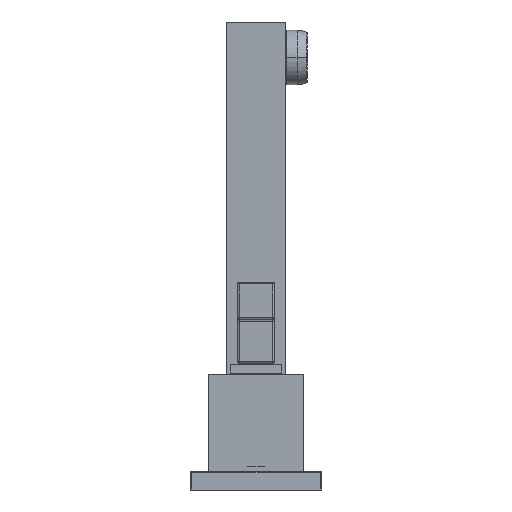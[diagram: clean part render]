
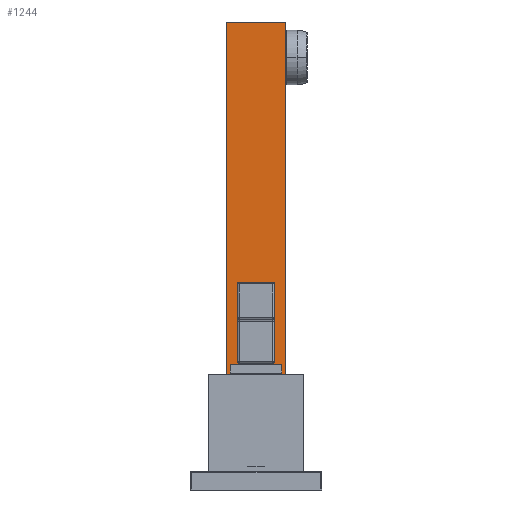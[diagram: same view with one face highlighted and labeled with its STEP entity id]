
A CAD part, left-side view. The second image highlights one B-rep face of the part: STEP entity #1244.
In plain terms, the highlighted planar face has unit normal (-1, 0, 0).
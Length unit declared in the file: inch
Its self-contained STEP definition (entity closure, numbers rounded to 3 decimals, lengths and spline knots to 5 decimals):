
#237=DIRECTION('',(0.,-1.,0.));
#238=VECTOR('',#237,1.);
#239=CARTESIAN_POINT('',(-0.75,0.5,0.31));
#240=LINE('',#239,#238);
#460=DIRECTION('',(0.,0.,1.));
#461=VECTOR('',#460,7.6);
#462=CARTESIAN_POINT('',(-0.75,0.5,0.31));
#463=LINE('',#462,#461);
#481=DIRECTION('',(0.,0.,1.));
#482=VECTOR('',#481,7.6);
#483=CARTESIAN_POINT('',(-0.75,-0.5,0.31));
#484=LINE('',#483,#482);
#488=DIRECTION('',(0.,-1.,0.));
#489=VECTOR('',#488,1.);
#490=CARTESIAN_POINT('',(-0.75,0.5,7.91));
#491=LINE('',#490,#489);
#712=CARTESIAN_POINT('',(-0.75,0.5,7.91));
#713=CARTESIAN_POINT('',(-0.75,-0.5,7.91));
#714=VERTEX_POINT('',#712);
#715=VERTEX_POINT('',#713);
#720=CARTESIAN_POINT('',(-0.75,0.5,0.31));
#721=CARTESIAN_POINT('',(-0.75,-0.5,0.31));
#722=VERTEX_POINT('',#720);
#723=VERTEX_POINT('',#721);
#1230=CARTESIAN_POINT('',(-0.75,0.5,0.31));
#1231=DIRECTION('',(-1.,0.,0.));
#1232=DIRECTION('',(0.,-1.,0.));
#1233=AXIS2_PLACEMENT_3D('',#1230,#1231,#1232);
#1234=PLANE('',#1233);
#1235=ORIENTED_EDGE('',*,*,#872,.F.);
#1237=ORIENTED_EDGE('',*,*,#1236,.T.);
#1239=ORIENTED_EDGE('',*,*,#1238,.T.);
#1241=ORIENTED_EDGE('',*,*,#1240,.F.);
#1242=EDGE_LOOP('',(#1235,#1237,#1239,#1241));
#1243=FACE_OUTER_BOUND('',#1242,.F.);
#872=EDGE_CURVE('',#722,#723,#240,.T.);
#1236=EDGE_CURVE('',#722,#714,#463,.T.);
#1238=EDGE_CURVE('',#714,#715,#491,.T.);
#1240=EDGE_CURVE('',#723,#715,#484,.T.);
#1244=ADVANCED_FACE('',(#1243),#1234,.T.);
